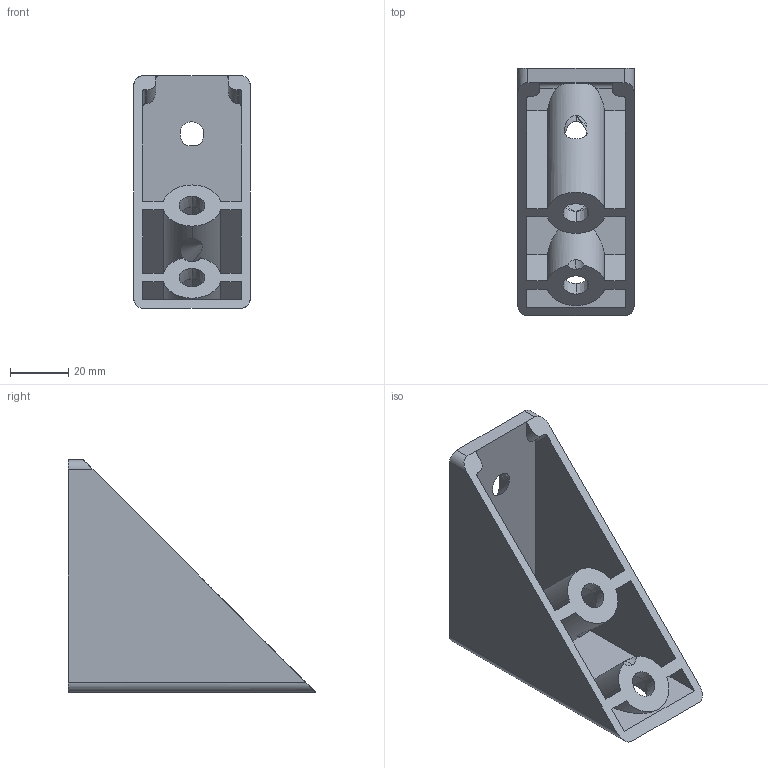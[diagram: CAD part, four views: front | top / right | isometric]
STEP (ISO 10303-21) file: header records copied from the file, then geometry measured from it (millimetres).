
FILE_DESCRIPTION (( 'STEP AP203' ), '1' );
FILE_NAME ('282655004_c_1.STEP', '2023-01-19T05:53:04', ( '' ), ( '' ), 'SwSTEP 2.0', 'SolidWorks 2014', '' );
FILE_SCHEMA (( 'CONFIG_CONTROL_DESIGN' ));
Length unit declared in the file: millimetre
Products named in the file (1): 282655004_c_1
Bounding box: 40 x 85 x 80 mm (x, y, z)
Surface area: 32067.4 mm2 (no closed solid volume)
Topology: 0 solids, 1 shells, 64 faces, 182 edges, 122 vertices
Faces by surface type: plane 32, cylinder 20, cone 8, bspline 4
Full cylindrical faces by diameter (mm): 8 x1
Entity records: 3569 total; most frequent: CARTESIAN_POINT 1894, ORIENTED_EDGE 361, DIRECTION 288, EDGE_CURVE 184, VERTEX_POINT 124, VECTOR 102, LINE 102, AXIS2_PLACEMENT_3D 93
